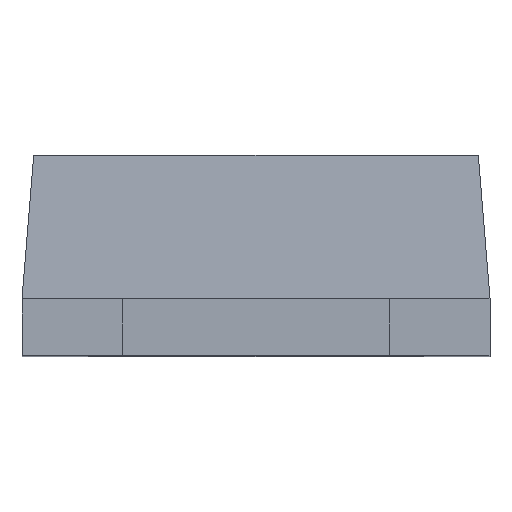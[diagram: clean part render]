
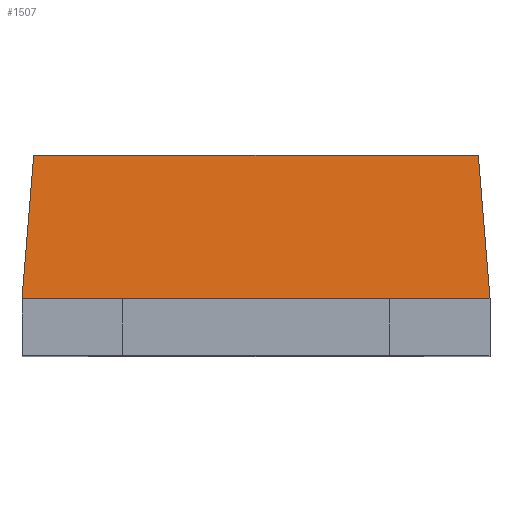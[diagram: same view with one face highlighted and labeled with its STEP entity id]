
A CAD part, top view. The second image highlights one B-rep face of the part: STEP entity #1507.
In plain terms, the highlighted planar face has unit normal (0, 0.081, 0.997).
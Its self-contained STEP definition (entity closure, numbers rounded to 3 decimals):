
#3 = CARTESIAN_POINT ( 'NONE',  ( -0.7, 0.17, 1. ) ) ;
#7 = LINE ( 'NONE', #1607, #1383 ) ;
#20 = DIRECTION ( 'NONE',  ( -1., 0., 0. ) ) ;
#76 = EDGE_CURVE ( 'NONE', #1272, #1054, #794, .T. ) ;
#88 = DIRECTION ( 'NONE',  ( 0.081, -0.993, 0.081 ) ) ;
#177 = ORIENTED_EDGE ( 'NONE', *, *, #76, .F. ) ;
#268 = VECTOR ( 'NONE', #1758, 1000. ) ;
#329 = DIRECTION ( 'NONE',  ( 0.081, 0.993, -0.081 ) ) ;
#345 = LINE ( 'NONE', #1289, #1768 ) ;
#393 = ORIENTED_EDGE ( 'NONE', *, *, #1715, .F. ) ;
#435 = ORIENTED_EDGE ( 'NONE', *, *, #968, .F. ) ;
#520 = LINE ( 'NONE', #633, #610 ) ;
#532 = EDGE_LOOP ( 'NONE', ( #1266, #393, #1783, #177, #1119, #435 ) ) ;
#582 = CARTESIAN_POINT ( 'NONE',  ( 0., 0.6, 0.965 ) ) ;
#610 = VECTOR ( 'NONE', #795, 1000. ) ;
#633 = CARTESIAN_POINT ( 'NONE',  ( -0.7, 0.17, 1. ) ) ;
#666 = PLANE ( 'NONE',  #839 ) ;
#702 = EDGE_CURVE ( 'NONE', #1472, #1497, #1526, .T. ) ;
#777 = CARTESIAN_POINT ( 'NONE',  ( 0.7, 0.17, 1. ) ) ;
#794 = LINE ( 'NONE', #834, #1087 ) ;
#795 = DIRECTION ( 'NONE',  ( -1., 0., 0. ) ) ;
#800 = VERTEX_POINT ( 'NONE', #1627 ) ;
#831 = DIRECTION ( 'NONE',  ( -1., 0., 0. ) ) ;
#834 = CARTESIAN_POINT ( 'NONE',  ( -0.7, 0.17, 1. ) ) ;
#839 = AXIS2_PLACEMENT_3D ( 'NONE', #582, #857, #831 ) ;
#857 = DIRECTION ( 'NONE',  ( 0., 0.081, 0.997 ) ) ;
#968 = EDGE_CURVE ( 'NONE', #1497, #1290, #1208, .T. ) ;
#1054 = VERTEX_POINT ( 'NONE', #1242 ) ;
#1087 = VECTOR ( 'NONE', #20, 1000. ) ;
#1088 = CARTESIAN_POINT ( 'NONE',  ( -0.665, 0.6, 0.965 ) ) ;
#1119 = ORIENTED_EDGE ( 'NONE', *, *, #1244, .F. ) ;
#1208 = LINE ( 'NONE', #1223, #268 ) ;
#1223 = CARTESIAN_POINT ( 'NONE',  ( 0.7, 0.6, 0.965 ) ) ;
#1242 = CARTESIAN_POINT ( 'NONE',  ( 0.4, 0.17, 1. ) ) ;
#1244 = EDGE_CURVE ( 'NONE', #1290, #1272, #7, .T. ) ;
#1266 = ORIENTED_EDGE ( 'NONE', *, *, #702, .F. ) ;
#1272 = VERTEX_POINT ( 'NONE', #777 ) ;
#1289 = CARTESIAN_POINT ( 'NONE',  ( -0.7, 0.17, 1. ) ) ;
#1290 = VERTEX_POINT ( 'NONE', #1351 ) ;
#1351 = CARTESIAN_POINT ( 'NONE',  ( 0.665, 0.6, 0.965 ) ) ;
#1352 = EDGE_CURVE ( 'NONE', #1054, #800, #520, .T. ) ;
#1383 = VECTOR ( 'NONE', #88, 1000. ) ;
#1455 = CARTESIAN_POINT ( 'NONE',  ( -0.659, 0.678, 0.959 ) ) ;
#1472 = VERTEX_POINT ( 'NONE', #3 ) ;
#1497 = VERTEX_POINT ( 'NONE', #1088 ) ;
#1507 = ADVANCED_FACE ( 'NONE', ( #1521 ), #666, .T. ) ;
#1521 = FACE_OUTER_BOUND ( 'NONE', #532, .T. ) ;
#1526 = LINE ( 'NONE', #1455, #1714 ) ;
#1574 = DIRECTION ( 'NONE',  ( -1., 0., 0. ) ) ;
#1607 = CARTESIAN_POINT ( 'NONE',  ( 0.661, 0.653, 0.961 ) ) ;
#1627 = CARTESIAN_POINT ( 'NONE',  ( -0.4, 0.17, 1. ) ) ;
#1714 = VECTOR ( 'NONE', #329, 1000. ) ;
#1715 = EDGE_CURVE ( 'NONE', #800, #1472, #345, .T. ) ;
#1758 = DIRECTION ( 'NONE',  ( 1., 0., 0. ) ) ;
#1768 = VECTOR ( 'NONE', #1574, 1000. ) ;
#1783 = ORIENTED_EDGE ( 'NONE', *, *, #1352, .F. ) ;
